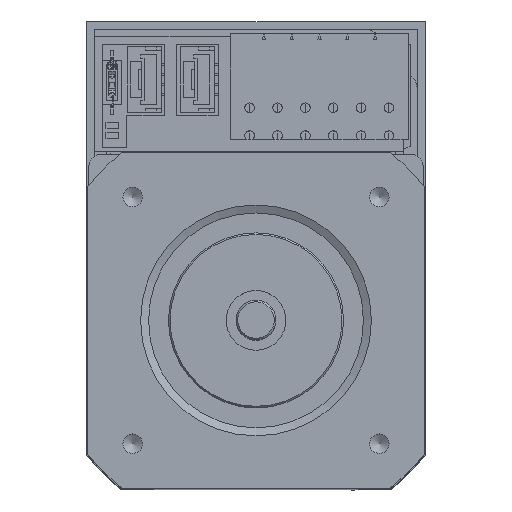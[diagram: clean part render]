
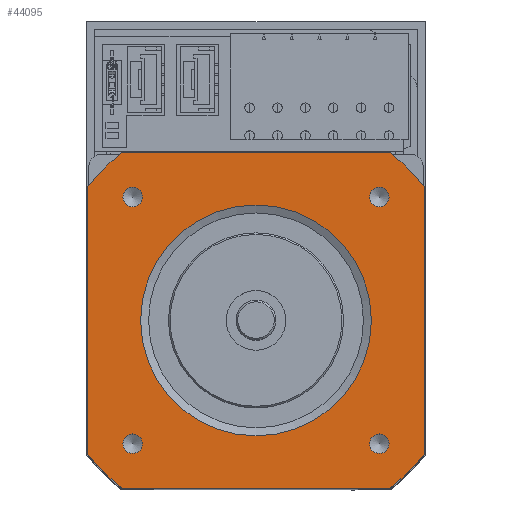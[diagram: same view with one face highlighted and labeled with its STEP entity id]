
A CAD part, top view. The second image highlights one B-rep face of the part: STEP entity #44095.
In plain terms, the highlighted planar face has unit normal (0, 0, 1).
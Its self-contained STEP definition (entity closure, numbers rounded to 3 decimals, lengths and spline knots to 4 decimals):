
#4980=LINE('',#73806,#9505);
#4985=LINE('',#73816,#9510);
#4991=LINE('',#73854,#9516);
#4992=LINE('',#73858,#9517);
#9505=VECTOR('',#58386,3.3567);
#9510=VECTOR('',#58393,3.3567);
#9516=VECTOR('',#58437,3.3567);
#9517=VECTOR('',#58440,3.3567);
#11201=PLANE('',#47397);
#11912=FACE_BOUND('',#16669,.T.);
#11913=FACE_BOUND('',#16670,.T.);
#11914=FACE_BOUND('',#16671,.T.);
#11915=FACE_BOUND('',#16672,.T.);
#11916=FACE_BOUND('',#16673,.T.);
#14141=FACE_OUTER_BOUND('',#16668,.T.);
#16668=EDGE_LOOP('',(#39371,#39372,#39373,#39374,#39375,#39376,#39377,#39378));
#16669=EDGE_LOOP('',(#39379));
#16670=EDGE_LOOP('',(#39380));
#16671=EDGE_LOOP('',(#39381));
#16672=EDGE_LOOP('',(#39382));
#16673=EDGE_LOOP('',(#39383));
#17716=CIRCLE('',#47394,1.45);
#17718=CIRCLE('',#47398,2.7);
#17719=CIRCLE('',#47399,2.7);
#17720=CIRCLE('',#47400,2.7);
#17721=CIRCLE('',#47401,2.7);
#17722=CIRCLE('',#47402,0.123);
#17723=CIRCLE('',#47403,0.123);
#17724=CIRCLE('',#47404,0.123);
#17725=CIRCLE('',#47405,0.123);
#21630=VERTEX_POINT('',#73803);
#21631=VERTEX_POINT('',#73805);
#21634=VERTEX_POINT('',#73813);
#21635=VERTEX_POINT('',#73815);
#21645=VERTEX_POINT('',#73846);
#21647=VERTEX_POINT('',#73852);
#21648=VERTEX_POINT('',#73853);
#21649=VERTEX_POINT('',#73855);
#21650=VERTEX_POINT('',#73857);
#21651=VERTEX_POINT('',#73862);
#21652=VERTEX_POINT('',#73864);
#21653=VERTEX_POINT('',#73866);
#21654=VERTEX_POINT('',#73868);
#27551=EDGE_CURVE('',#21630,#21631,#4980,.T.);
#27556=EDGE_CURVE('',#21634,#21635,#4985,.T.);
#27570=EDGE_CURVE('',#21645,#21645,#17716,.T.);
#27572=EDGE_CURVE('',#21647,#21648,#4991,.T.);
#27573=EDGE_CURVE('',#21649,#21647,#17718,.T.);
#27574=EDGE_CURVE('',#21650,#21649,#4992,.T.);
#27575=EDGE_CURVE('',#21631,#21650,#17719,.T.);
#27576=EDGE_CURVE('',#21635,#21630,#17720,.T.);
#27577=EDGE_CURVE('',#21648,#21634,#17721,.T.);
#27578=EDGE_CURVE('',#21651,#21651,#17722,.T.);
#27579=EDGE_CURVE('',#21652,#21652,#17723,.T.);
#27580=EDGE_CURVE('',#21653,#21653,#17724,.T.);
#27581=EDGE_CURVE('',#21654,#21654,#17725,.T.);
#39371=ORIENTED_EDGE('',*,*,#27572,.F.);
#39372=ORIENTED_EDGE('',*,*,#27573,.F.);
#39373=ORIENTED_EDGE('',*,*,#27574,.F.);
#39374=ORIENTED_EDGE('',*,*,#27575,.F.);
#39375=ORIENTED_EDGE('',*,*,#27551,.F.);
#39376=ORIENTED_EDGE('',*,*,#27576,.F.);
#39377=ORIENTED_EDGE('',*,*,#27556,.F.);
#39378=ORIENTED_EDGE('',*,*,#27577,.F.);
#39379=ORIENTED_EDGE('',*,*,#27578,.T.);
#39380=ORIENTED_EDGE('',*,*,#27579,.T.);
#39381=ORIENTED_EDGE('',*,*,#27580,.T.);
#39382=ORIENTED_EDGE('',*,*,#27581,.T.);
#39383=ORIENTED_EDGE('',*,*,#27570,.F.);
#44095=ADVANCED_FACE('',(#14141,#11912,#11913,#11914,#11915,#11916),#11201,
 .T.);
#47394=AXIS2_PLACEMENT_3D('',#73847,#58429,#58430);
#47397=AXIS2_PLACEMENT_3D('',#73851,#58435,#58436);
#47398=AXIS2_PLACEMENT_3D('',#73856,#58438,#58439);
#47399=AXIS2_PLACEMENT_3D('',#73859,#58441,#58442);
#47400=AXIS2_PLACEMENT_3D('',#73860,#58443,#58444);
#47401=AXIS2_PLACEMENT_3D('',#73861,#58445,#58446);
#47402=AXIS2_PLACEMENT_3D('',#73863,#58447,#58448);
#47403=AXIS2_PLACEMENT_3D('',#73865,#58449,#58450);
#47404=AXIS2_PLACEMENT_3D('',#73867,#58451,#58452);
#47405=AXIS2_PLACEMENT_3D('',#73869,#58453,#58454);
#58386=DIRECTION('',(0.,1.,0.));
#58393=DIRECTION('',(-1.,0.,0.));
#58429=DIRECTION('center_axis',(0.,0.,
1.));
#58430=DIRECTION('ref_axis',(-1.,0.,0.));
#58435=DIRECTION('center_axis',(0.,0.,
1.));
#58436=DIRECTION('ref_axis',(0.,-1.,0.));
#58437=DIRECTION('',(0.,-1.,0.));
#58438=DIRECTION('center_axis',(0.,0.,
-1.));
#58439=DIRECTION('ref_axis',(0.622,0.783,0.));
#58440=DIRECTION('',(1.,0.,0.));
#58441=DIRECTION('center_axis',(0.,0.,
-1.));
#58442=DIRECTION('ref_axis',(-0.783,0.622,0.));
#58443=DIRECTION('center_axis',(0.,0.,
-1.));
#58444=DIRECTION('ref_axis',(-0.622,-0.783,0.));
#58445=DIRECTION('center_axis',(0.,0.,
-1.));
#58446=DIRECTION('ref_axis',(0.783,-0.622,0.));
#58447=DIRECTION('center_axis',(0.,0.,
-1.));
#58448=DIRECTION('ref_axis',(1.,0.,0.));
#58449=DIRECTION('center_axis',(0.,0.,
-1.));
#58450=DIRECTION('ref_axis',(1.,0.,0.));
#58451=DIRECTION('center_axis',(0.,0.,
-1.));
#58452=DIRECTION('ref_axis',(1.,0.,0.));
#58453=DIRECTION('center_axis',(0.,0.,
-1.));
#58454=DIRECTION('ref_axis',(1.,0.,0.));
#73803=CARTESIAN_POINT('',(-2.115,-1.6783,7.425));
#73805=CARTESIAN_POINT('',(-2.115,1.6783,7.425));
#73806=CARTESIAN_POINT('',(-2.115,-1.6783,7.425));
#73813=CARTESIAN_POINT('',(1.6783,-2.115,7.425));
#73815=CARTESIAN_POINT('',(-1.6783,-2.115,7.425));
#73816=CARTESIAN_POINT('',(1.6783,-2.115,7.425));
#73846=CARTESIAN_POINT('',(1.45,0.,7.425));
#73847=CARTESIAN_POINT('Origin',(0.,0.,
7.425));
#73851=CARTESIAN_POINT('Origin',(0.,0.,
7.425));
#73852=CARTESIAN_POINT('',(2.115,1.6783,7.425));
#73853=CARTESIAN_POINT('',(2.115,-1.6783,7.425));
#73854=CARTESIAN_POINT('',(2.115,1.6783,7.425));
#73855=CARTESIAN_POINT('',(1.6783,2.115,7.425));
#73856=CARTESIAN_POINT('Origin',(0.,0.,
7.425));
#73857=CARTESIAN_POINT('',(-1.6783,2.115,7.425));
#73858=CARTESIAN_POINT('',(-1.6783,2.115,7.425));
#73859=CARTESIAN_POINT('Origin',(0.,0.,
7.425));
#73860=CARTESIAN_POINT('Origin',(0.,0.,
7.425));
#73861=CARTESIAN_POINT('Origin',(0.,0.,
7.425));
#73862=CARTESIAN_POINT('',(-1.427,1.55,7.425));
#73863=CARTESIAN_POINT('Origin',(-1.55,1.55,7.425));
#73864=CARTESIAN_POINT('',(1.673,-1.55,7.425));
#73865=CARTESIAN_POINT('Origin',(1.55,-1.55,7.425));
#73866=CARTESIAN_POINT('',(-1.427,-1.55,7.425));
#73867=CARTESIAN_POINT('Origin',(-1.55,-1.55,7.425));
#73868=CARTESIAN_POINT('',(1.673,1.55,7.425));
#73869=CARTESIAN_POINT('Origin',(1.55,1.55,7.425));
